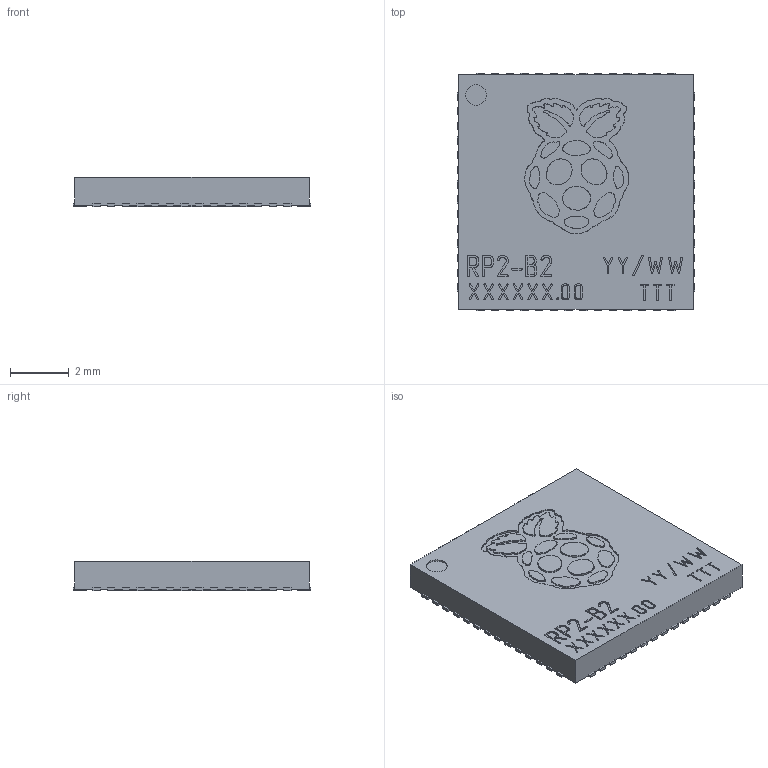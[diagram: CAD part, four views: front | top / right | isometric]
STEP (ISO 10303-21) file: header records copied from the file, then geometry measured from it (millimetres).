
FILE_DESCRIPTION(('STEP AP242'), '1');
FILE_NAME('QFN-56', '', ('UNSPECIFIED'), ('UNSPECIFIED'), 'C3D Converter', 'C3D Toolkit', '');
FILE_SCHEMA(('AP242_MANAGED_MODEL_BASED_3D_ENGINEERING_MIM_LF { 1 0 10303 442 1 1 4 }'));
Length unit declared in the file: millimetre
Products named in the file (5): ASSEMBLY; Body; ThermalPin; PinsArrayLR; PinsArrayTB
Assembly tree (4 placements, depth 2):
  ASSEMBLY
    Body
    ThermalPin
    PinsArrayLR
    PinsArrayTB
Bounding box: 8.1 x 8.1 x 1 mm (x, y, z)
Volume: 63.2 mm3; surface area: 260.9 mm2
Topology: 83 solids, 83 shells, 1512 faces, 3906 edges, 2604 vertices
Faces by surface type: plane 800, extrusion 710, cylinder 2
Full cylindrical faces by diameter (mm): 0.7 x2
Entity records: 59533 total; most frequent: CARTESIAN_POINT 17109, ORIENTED_EDGE 7808, DIRECTION 4812, EDGE_CURVE 3904, VECTOR 3190, VERTEX_POINT 2604, LINE 2480, B_SPLINE_CURVE_WITH_KNOTS 2130
